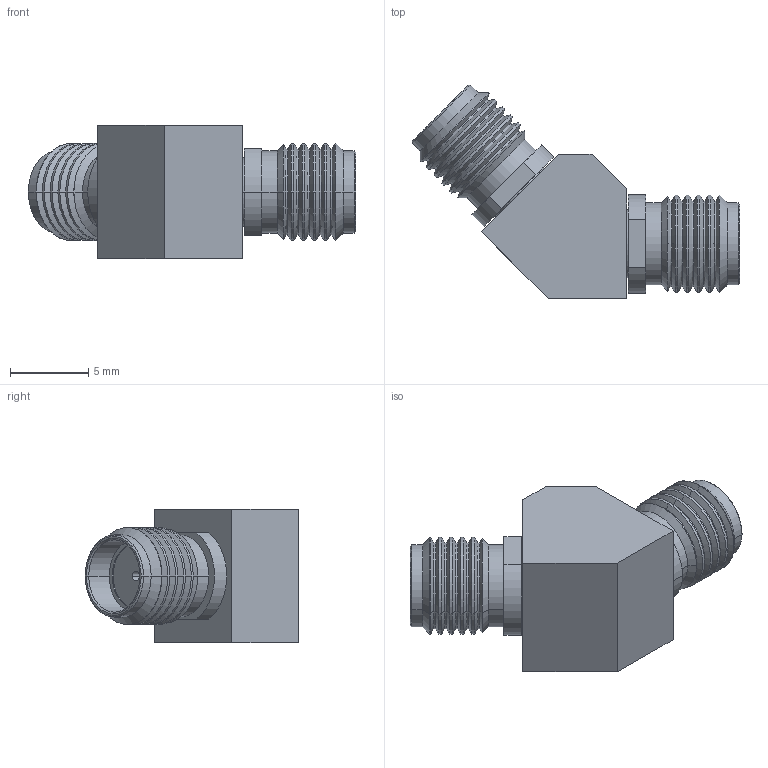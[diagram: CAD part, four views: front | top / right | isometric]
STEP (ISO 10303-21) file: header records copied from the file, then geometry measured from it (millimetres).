
FILE_DESCRIPTION (( 'STEP AP203' ), '1' );
FILE_NAME ('FMAD1595_3D.STEP', '2022-11-29T21:24:13', ( '' ), ( '' ), 'SwSTEP 2.0', 'SolidWorks 2022', '' );
FILE_SCHEMA (( 'CONFIG_CONTROL_DESIGN' ));
Length unit declared in the file: inch
Products named in the file (5): AD45S-A3A8-4-BODY.stp; ad45s-a8a8-27_asm.stp; FMAD1595_3D; AD45S-K3K8-3.stp
Assembly tree (4 placements, depth 3):
  FMAD1595_3D
    ad45s-a8a8-27_asm.stp
      AD45S-K3K8-3.stp
      AD45S-A3A8-4-BODY.stp
      AD45S-A3A8-4-BODY.stp
Bounding box: 20.9 x 13.63 x 8.5 mm (x, y, z)
Volume: 823.2 mm3; surface area: 1023.9 mm2
Topology: 3 solids, 3 shells, 184 faces, 398 edges, 232 vertices
Faces by surface type: cylinder 82, cone 74, plane 28
Entity records: 5511 total; most frequent: DIRECTION 994, CARTESIAN_POINT 822, ORIENTED_EDGE 796, AXIS2_PLACEMENT_3D 404, EDGE_CURVE 398, VERTEX_POINT 232, CIRCLE 212, EDGE_LOOP 196
